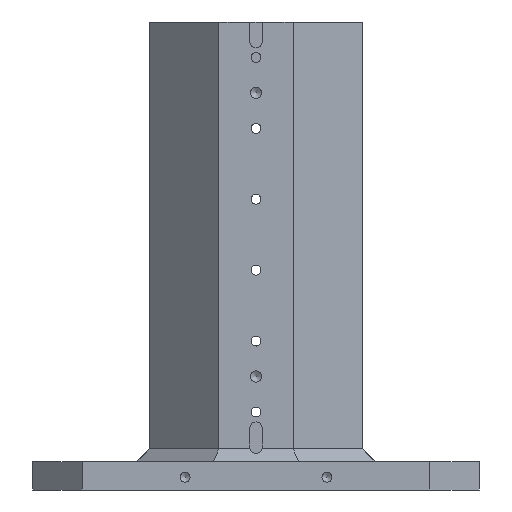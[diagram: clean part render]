
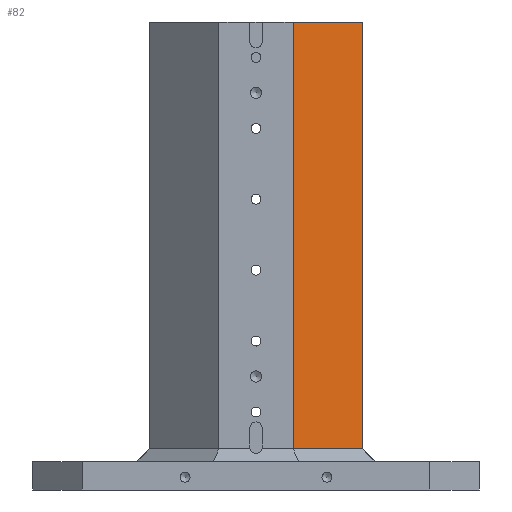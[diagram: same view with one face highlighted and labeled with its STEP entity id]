
A CAD part, front view. The second image highlights one B-rep face of the part: STEP entity #82.
In plain terms, the highlighted planar face has unit normal (0.707, -0.707, 0).
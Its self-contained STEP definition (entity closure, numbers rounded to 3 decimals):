
#82 = ADVANCED_FACE( '', ( #300 ), #301, .T. );
#300 = FACE_OUTER_BOUND( '', #844, .T. );
#301 = PLANE( '', #845 );
#844 = EDGE_LOOP( '', ( #1474, #1475, #1476, #1477 ) );
#845 = AXIS2_PLACEMENT_3D( '', #1478, #1479, #1480 );
#1474 = ORIENTED_EDGE( '', *, *, #2837, .T. );
#1475 = ORIENTED_EDGE( '', *, *, #2838, .T. );
#1476 = ORIENTED_EDGE( '', *, *, #2765, .F. );
#1477 = ORIENTED_EDGE( '', *, *, #2835, .T. );
#1478 = CARTESIAN_POINT( '', ( 150., -52.5, 660. ) );
#1479 = DIRECTION( '', ( 0.707, -0.707, 0. ) );
#1480 = DIRECTION( '', ( 0.707, 0.707, 0. ) );
#2765 = EDGE_CURVE( '', #3203, #3178, #3205, .T. );
#2835 = EDGE_CURVE( '', #3203, #3336, #3338, .T. );
#2837 = EDGE_CURVE( '', #3336, #3340, #3341, .T. );
#2838 = EDGE_CURVE( '', #3340, #3178, #3342, .T. );
#3178 = VERTEX_POINT( '', #3878 );
#3203 = VERTEX_POINT( '', #3911 );
#3205 = LINE( '', #3914, #3915 );
#3336 = VERTEX_POINT( '', #4092 );
#3338 = LINE( '', #4095, #4096 );
#3340 = VERTEX_POINT( '', #4099 );
#3341 = LINE( '', #4100, #4101 );
#3342 = LINE( '', #4102, #4103 );
#3878 = CARTESIAN_POINT( '', ( 150., -52.5, 58. ) );
#3911 = CARTESIAN_POINT( '', ( 150., -52.5, 660. ) );
#3914 = CARTESIAN_POINT( '', ( 150., -52.5, 660. ) );
#3915 = VECTOR( '', #4831, 1000. );
#4092 = CARTESIAN_POINT( '', ( 52.5, -150., 660. ) );
#4095 = CARTESIAN_POINT( '', ( 150., -52.5, 660. ) );
#4096 = VECTOR( '', #4939, 1000. );
#4099 = CARTESIAN_POINT( '', ( 52.5, -150., 58. ) );
#4100 = CARTESIAN_POINT( '', ( 52.5, -150., 660. ) );
#4101 = VECTOR( '', #4941, 1000. );
#4102 = CARTESIAN_POINT( '', ( 150., -52.5, 58. ) );
#4103 = VECTOR( '', #4942, 1000. );
#4831 = DIRECTION( '', ( 0., 0., -1. ) );
#4939 = DIRECTION( '', ( -0.707, -0.707, 0. ) );
#4941 = DIRECTION( '', ( 0., 0., -1. ) );
#4942 = DIRECTION( '', ( 0.707, 0.707, 0. ) );
